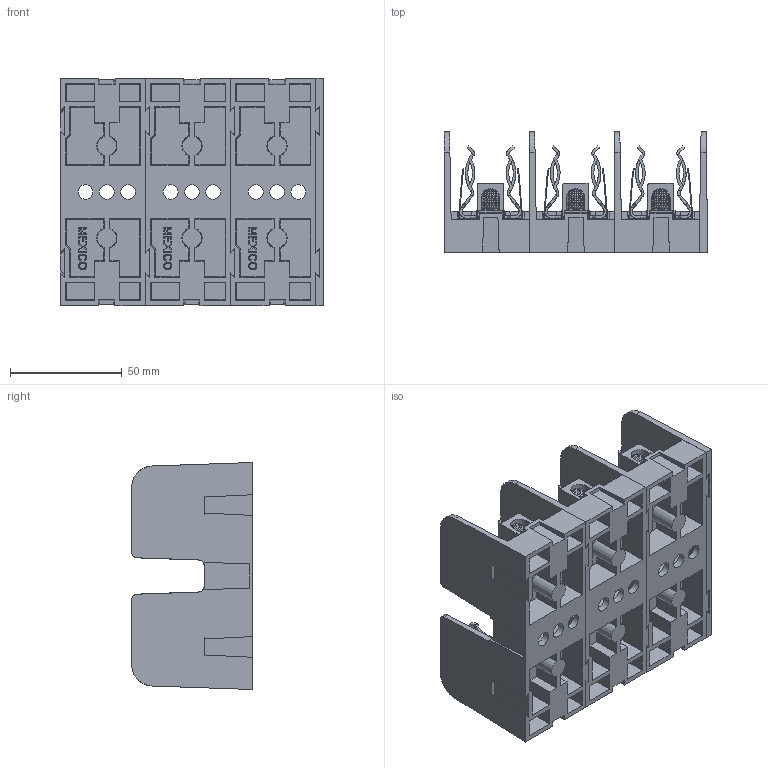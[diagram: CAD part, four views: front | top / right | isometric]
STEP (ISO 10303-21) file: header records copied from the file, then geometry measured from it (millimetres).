
FILE_DESCRIPTION (( 'STEP AP214' ), '1' );
FILE_NAME ('05B0336rev00.STEP', '2018-10-01T13:11:13', ( '' ), ( '' ), 'SwSTEP 2.0', 'SolidWorks 2017', '' );
FILE_SCHEMA (( 'AUTOMOTIVE_DESIGN' ));
Length unit declared in the file: inch
Products named in the file (2): 05B0336rev00
Bounding box: 117.75 x 53.98 x 101.6 mm (x, y, z)
Volume: 140989.4 mm3; surface area: 145967.3 mm2
Topology: 34 solids, 34 shells, 2504 faces, 6467 edges, 4076 vertices
Faces by surface type: plane 1625, cylinder 525, cone 222, bspline 84, torus 36, sphere 12
Full cylindrical faces by diameter (mm): 1.524 x24, 6.604 x9, 8.382 x6, 9.474 x6
Entity records: 121098 total; most frequent: CARTESIAN_POINT 28838, ORIENTED_EDGE 12388, DIRECTION 11786, EDGE_CURVE 6194, VECTOR 4158, LINE 4158, VERTEX_POINT 4028, AXIS2_PLACEMENT_3D 3814
